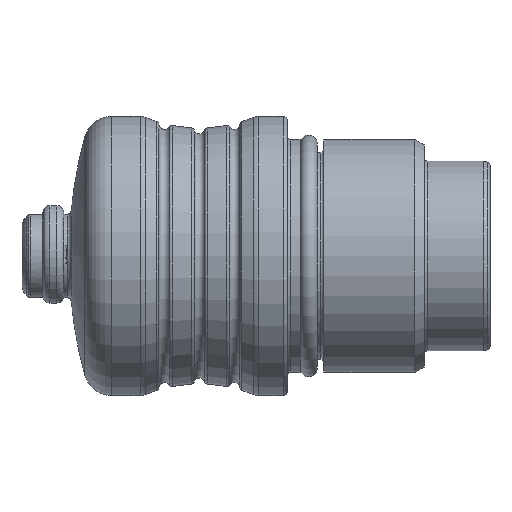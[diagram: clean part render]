
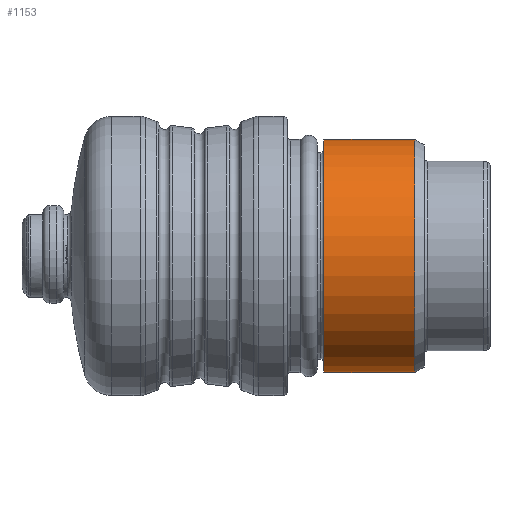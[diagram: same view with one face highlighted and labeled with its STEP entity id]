
A CAD part, top view. The second image highlights one B-rep face of the part: STEP entity #1153.
In plain terms, the highlighted cylindrical face has radius 8.35 mm (diameter 16.7 mm), a full revolution.
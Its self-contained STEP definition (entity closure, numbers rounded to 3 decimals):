
#108=CYLINDRICAL_SURFACE('',#1558,8.35);
#388=EDGE_LOOP('',(#565));
#389=EDGE_LOOP('',(#566));
#565=ORIENTED_EDGE('',*,*,#911,.T.);
#566=ORIENTED_EDGE('',*,*,#912,.F.);
#911=EDGE_CURVE('',#1429,#1429,#1069,.T.);
#912=EDGE_CURVE('',#1430,#1430,#1070,.T.);
#1069=CIRCLE('',#1556,8.35);
#1070=CIRCLE('',#1557,8.35);
#1153=ADVANCED_FACE('',(#1298,#1299),#108,.T.);
#1298=FACE_BOUND('',#388,.T.);
#1299=FACE_BOUND('',#389,.T.);
#1429=VERTEX_POINT('',#2321);
#1430=VERTEX_POINT('',#2323);
#1556=AXIS2_PLACEMENT_3D('',#2320,#1801,#1802);
#1557=AXIS2_PLACEMENT_3D('',#2322,#1803,#1804);
#1558=AXIS2_PLACEMENT_3D('',#2324,#1805,#1806);
#1801=DIRECTION('',(-1.,0.,0.));
#1802=DIRECTION('',(0.,0.,-1.));
#1803=DIRECTION('',(-1.,0.,0.));
#1804=DIRECTION('',(0.,0.,-1.));
#1805=DIRECTION('',(1.,0.,0.));
#1806=DIRECTION('',(0.,0.,-1.));
#2320=CARTESIAN_POINT('',(28.1,0.,0.));
#2321=CARTESIAN_POINT('',(28.1,0.,-8.35));
#2322=CARTESIAN_POINT('',(21.6,0.,0.));
#2323=CARTESIAN_POINT('',(21.6,0.,-8.35));
#2324=CARTESIAN_POINT('',(25.2,0.,0.));
